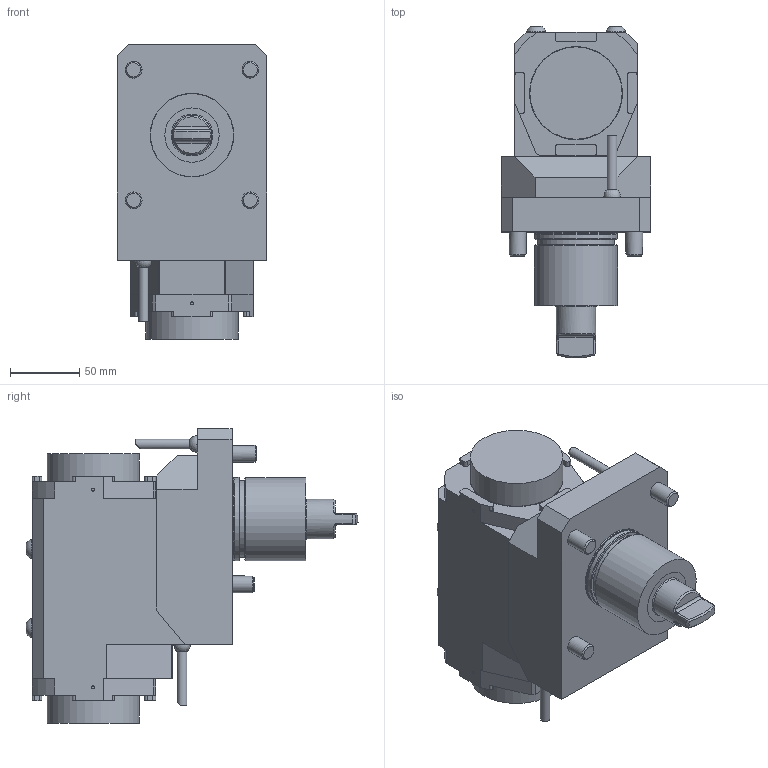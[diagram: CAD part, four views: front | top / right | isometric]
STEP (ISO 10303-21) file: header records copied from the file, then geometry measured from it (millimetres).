
FILE_DESCRIPTION (( 'STEP AP214' ), '1' );
FILE_NAME ('RRPPTAH40I321UNL.STEP', '2025-11-06T16:55:48', ( '' ), ( '' ), 'SwSTEP 2.0', 'SolidWorks 2023', '' );
FILE_SCHEMA (( 'AUTOMOTIVE_DESIGN' ));
Length unit declared in the file: millimetre
Products named in the file (1): RRPPTAH40I321UNL
Bounding box: 108 x 239.1 x 212 mm (x, y, z)
Volume: 2326787 mm3; surface area: 136999.9 mm2
Topology: 1 solids, 1 shells, 530 faces, 1376 edges, 919 vertices
Faces by surface type: plane 338, cylinder 98, bspline 70, cone 15, sphere 6, torus 3
Full cylindrical faces by diameter (mm): 1.7 x1, 2.1 x1, 4 x2, 6.366 x1, 7 x2, 12 x4, 14 x4, 28.5 x1, 55.2 x1, 59.5 x1, 59.8 x1, 59.9 x1, 66.5 x2, 67 x2
Entity records: 23664 total; most frequent: CARTESIAN_POINT 7811, ORIENTED_EDGE 2640, DIRECTION 2280, EDGE_CURVE 1320, LINE 936, VECTOR 936, VERTEX_POINT 901, AXIS2_PLACEMENT_3D 672
